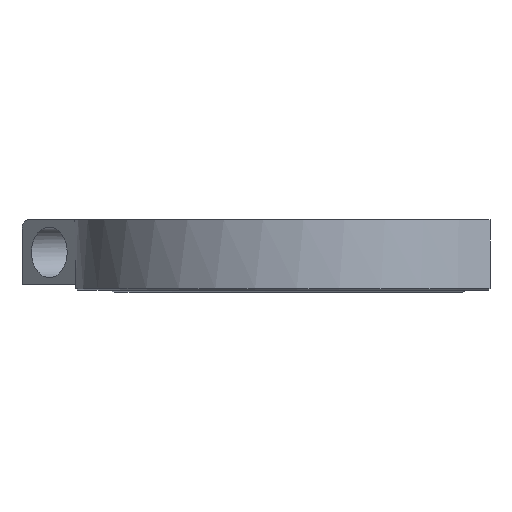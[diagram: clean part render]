
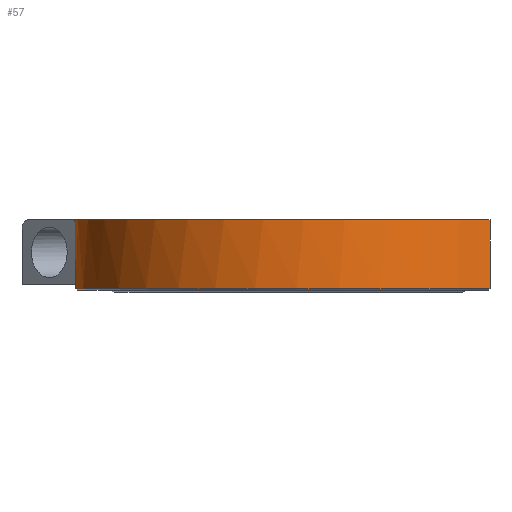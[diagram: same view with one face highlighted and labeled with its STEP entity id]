
A CAD part, front view. The second image highlights one B-rep face of the part: STEP entity #57.
In plain terms, the highlighted cylindrical face has radius 332.64 mm (diameter 665.28 mm), a partial arc.
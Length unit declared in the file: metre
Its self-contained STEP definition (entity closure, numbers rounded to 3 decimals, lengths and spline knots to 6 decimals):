
#57 = ADVANCED_FACE( '', ( #140 ), #141, .T. );
#140 = FACE_OUTER_BOUND( '', #275, .T. );
#141 = CYLINDRICAL_SURFACE( '', #276, 0.33264 );
#275 = EDGE_LOOP( '', ( #608, #609, #610, #611, #612, #613 ) );
#276 = AXIS2_PLACEMENT_3D( '', #614, #615, #616 );
#608 = ORIENTED_EDGE( '', *, *, #907, .F. );
#609 = ORIENTED_EDGE( '', *, *, #908, .T. );
#610 = ORIENTED_EDGE( '', *, *, #909, .F. );
#611 = ORIENTED_EDGE( '', *, *, #910, .T. );
#612 = ORIENTED_EDGE( '', *, *, #911, .T. );
#613 = ORIENTED_EDGE( '', *, *, #912, .F. );
#614 = CARTESIAN_POINT( '', ( 0., 0., 0.646159 ) );
#615 = DIRECTION( '', ( 0., 0., 1. ) );
#616 = DIRECTION( '', ( -1., 0., 0. ) );
#907 = EDGE_CURVE( '', #1025, #1026, #1027, .F. );
#908 = EDGE_CURVE( '', #1025, #1028, #1029, .F. );
#909 = EDGE_CURVE( '', #1030, #1028, #1031, .T. );
#910 = EDGE_CURVE( '', #1030, #1032, #1033, .T. );
#911 = EDGE_CURVE( '', #1032, #1034, #1035, .T. );
#912 = EDGE_CURVE( '', #1026, #1034, #1036, .F. );
#1025 = VERTEX_POINT( '', #1206 );
#1026 = VERTEX_POINT( '', #1207 );
#1027 = LINE( '', #1208, #1209 );
#1028 = VERTEX_POINT( '', #1210 );
#1029 = CIRCLE( '', #1211, 0.33264 );
#1030 = VERTEX_POINT( '', #1212 );
#1031 = LINE( '', #1213, #1214 );
#1032 = VERTEX_POINT( '', #1215 );
#1033 = CIRCLE( '', #1216, 0.33264 );
#1034 = VERTEX_POINT( '', #1217 );
#1035 = LINE( '', #1218, #1219 );
#1036 = CIRCLE( '', #1220, 0.33264 );
#1206 = CARTESIAN_POINT( '', ( -0.235212, 0.235212, 0.5384 ) );
#1207 = CARTESIAN_POINT( '', ( -0.235212, 0.235212, 0.5434 ) );
#1208 = CARTESIAN_POINT( '', ( -0.235212, 0.235212, 0.646159 ) );
#1209 = VECTOR( '', #1666, 1. );
#1210 = CARTESIAN_POINT( '', ( 0.235212, -0.235212, 0.5384 ) );
#1211 = AXIS2_PLACEMENT_3D( '', #1667, #1668, #1669 );
#1212 = CARTESIAN_POINT( '', ( 0.235212, -0.235212, 0.6326 ) );
#1213 = CARTESIAN_POINT( '', ( 0.235212, -0.235212, 0.646159 ) );
#1214 = VECTOR( '', #1670, 1. );
#1215 = CARTESIAN_POINT( '', ( -0.327225, 0.059776, 0.6326 ) );
#1216 = AXIS2_PLACEMENT_3D( '', #1671, #1672, #1673 );
#1217 = CARTESIAN_POINT( '', ( -0.327225, 0.059776, 0.5434 ) );
#1218 = CARTESIAN_POINT( '', ( -0.327225, 0.059776, 0.646159 ) );
#1219 = VECTOR( '', #1674, 1. );
#1220 = AXIS2_PLACEMENT_3D( '', #1675, #1676, #1677 );
#1666 = DIRECTION( '', ( 0., 0., -1. ) );
#1667 = CARTESIAN_POINT( '', ( 0., 0., 0.5384 ) );
#1668 = DIRECTION( '', ( 0., 0., -1. ) );
#1669 = DIRECTION( '', ( -1., 0., 0. ) );
#1670 = DIRECTION( '', ( 0., 0., -1. ) );
#1671 = CARTESIAN_POINT( '', ( 0., 0., 0.6326 ) );
#1672 = DIRECTION( '', ( 0., 0., -1. ) );
#1673 = DIRECTION( '', ( -1., 0., 0. ) );
#1674 = DIRECTION( '', ( 0., 0., -1. ) );
#1675 = CARTESIAN_POINT( '', ( 0., 0., 0.5434 ) );
#1676 = DIRECTION( '', ( 0., 0., -1. ) );
#1677 = DIRECTION( '', ( -1., 0., 0. ) );
